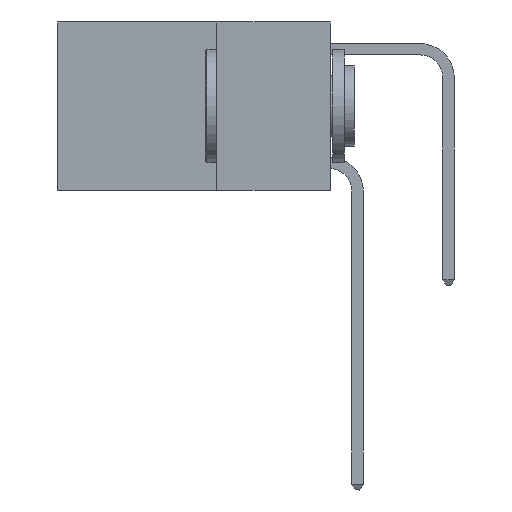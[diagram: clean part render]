
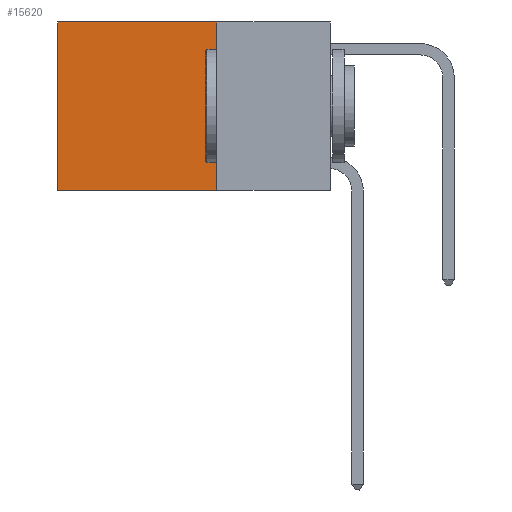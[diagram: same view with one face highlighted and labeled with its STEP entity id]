
A CAD part, left-side view. The second image highlights one B-rep face of the part: STEP entity #15620.
In plain terms, the highlighted planar face has unit normal (-1, 0, 0).
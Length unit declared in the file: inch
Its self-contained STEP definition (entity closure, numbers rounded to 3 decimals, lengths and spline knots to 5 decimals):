
#320 = DIRECTION ( 'NONE',  ( 0., 1., 0. ) ) ;
#569 = ORIENTED_EDGE ( 'NONE', *, *, #1816, .F. ) ;
#1816 = EDGE_CURVE ( 'NONE', #23375, #13563, #14425, .T. ) ;
#1844 = ORIENTED_EDGE ( 'NONE', *, *, #21954, .T. ) ;
#2229 = FACE_OUTER_BOUND ( 'NONE', #27942, .T. ) ;
#2634 = VECTOR ( 'NONE', #320, 39.37008 ) ;
#3454 = VECTOR ( 'NONE', #21211, 39.37008 ) ;
#3636 = CARTESIAN_POINT ( 'NONE',  ( 0.2625, 0.25, 0. ) ) ;
#5746 = DIRECTION ( 'NONE',  ( 0., 0., -1. ) ) ;
#7307 = CARTESIAN_POINT ( 'NONE',  ( 0.2625, 0.25, 0. ) ) ;
#7868 = CARTESIAN_POINT ( 'NONE',  ( 0.2625, 0.25, 0. ) ) ;
#8226 = DIRECTION ( 'NONE',  ( 0., 0., -1. ) ) ;
#10178 = LINE ( 'NONE', #7307, #2634 ) ;
#13563 = VERTEX_POINT ( 'NONE', #20390 ) ;
#14425 = LINE ( 'NONE', #18480, #14796 ) ;
#14796 = VECTOR ( 'NONE', #27270, 39.37008 ) ;
#14958 = PLANE ( 'NONE',  #28472 ) ;
#15620 = ADVANCED_FACE ( 'NONE', ( #2229 ), #14958, .F. ) ;
#16460 = VERTEX_POINT ( 'NONE', #28758 ) ;
#16569 = CARTESIAN_POINT ( 'NONE',  ( 0.2625, 0.6, 0. ) ) ;
#18480 = CARTESIAN_POINT ( 'NONE',  ( 0.2625, 0.25, -0.37 ) ) ;
#19522 = DIRECTION ( 'NONE',  ( 1., 0., 0. ) ) ;
#19694 = EDGE_CURVE ( 'NONE', #21340, #13563, #21563, .T. ) ;
#19716 = ORIENTED_EDGE ( 'NONE', *, *, #19694, .T. ) ;
#20390 = CARTESIAN_POINT ( 'NONE',  ( 0.2625, 0.6, -0.37 ) ) ;
#20503 = CARTESIAN_POINT ( 'NONE',  ( 0.2625, 0.25, -0.37 ) ) ;
#21211 = DIRECTION ( 'NONE',  ( 0., 0., -1. ) ) ;
#21251 = ORIENTED_EDGE ( 'NONE', *, *, #22629, .F. ) ;
#21340 = VERTEX_POINT ( 'NONE', #28672 ) ;
#21563 = LINE ( 'NONE', #16569, #3454 ) ;
#21954 = EDGE_CURVE ( 'NONE', #16460, #21340, #10178, .T. ) ;
#22629 = EDGE_CURVE ( 'NONE', #16460, #23375, #27396, .T. ) ;
#23375 = VERTEX_POINT ( 'NONE', #20503 ) ;
#24208 = VECTOR ( 'NONE', #5746, 39.37008 ) ;
#27270 = DIRECTION ( 'NONE',  ( 0., 1., 0. ) ) ;
#27396 = LINE ( 'NONE', #7868, #24208 ) ;
#27942 = EDGE_LOOP ( 'NONE', ( #19716, #569, #21251, #1844 ) ) ;
#28472 = AXIS2_PLACEMENT_3D ( 'NONE', #3636, #19522, #8226 ) ;
#28672 = CARTESIAN_POINT ( 'NONE',  ( 0.2625, 0.6, 0. ) ) ;
#28758 = CARTESIAN_POINT ( 'NONE',  ( 0.2625, 0.25, 0. ) ) ;
